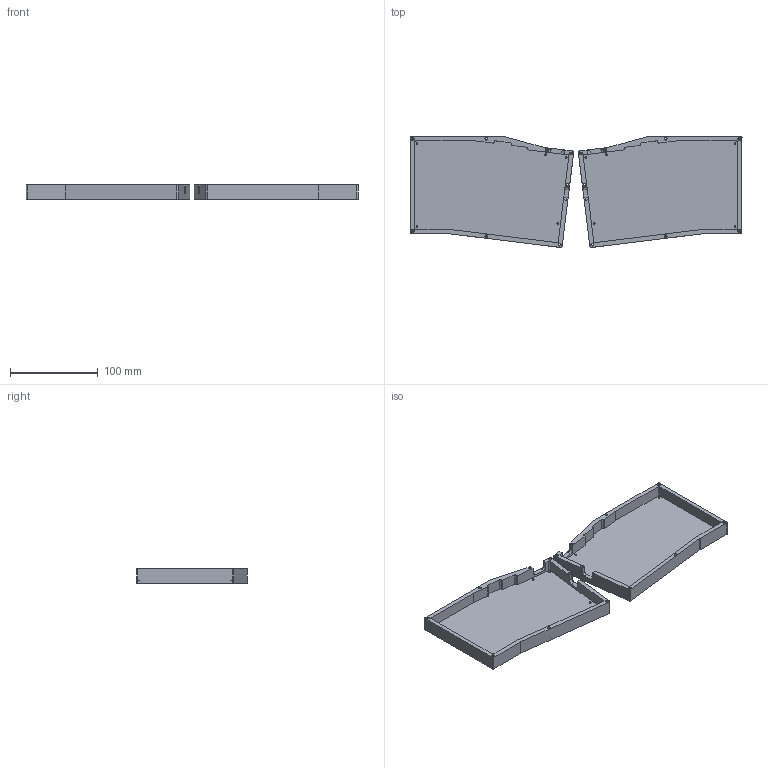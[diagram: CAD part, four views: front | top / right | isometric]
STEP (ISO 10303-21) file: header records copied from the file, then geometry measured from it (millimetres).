
FILE_DESCRIPTION(/* description */ (''),/* implementation_level */ '2;1');
FILE_NAME(/* name */ '3dp.step',/* time_stamp */ '2024-08-01T12:42:43+08:00',/* author */ (''),/* organization */ (''),/* preprocessor_version */ 'ST-DEVELOPER v20',/* originating_system */ 'Autodesk Translation Framework v13.14.0.145',/* authorisation */ '');
FILE_SCHEMA (('AUTOMOTIVE_DESIGN { 1 0 10303 214 3 1 1 }'));
Length unit declared in the file: millimetre
Products named in the file (1): (Unsaved)
Bounding box: 379.1 x 126.74 x 16 mm (x, y, z)
Volume: 193286.6 mm3; surface area: 116277 mm2
Topology: 2 solids, 2 shells, 178 faces, 466 edges, 308 vertices
Faces by surface type: cylinder 96, plane 74, torus 8
Full cylindrical faces by diameter (mm): 2.2 x26, 3.2 x14, 3.3 x2
Entity records: 5738 total; most frequent: CARTESIAN_POINT 1025, DIRECTION 1016, ORIENTED_EDGE 932, EDGE_CURVE 466, AXIS2_PLACEMENT_3D 379, VERTEX_POINT 308, LINE 258, VECTOR 258
